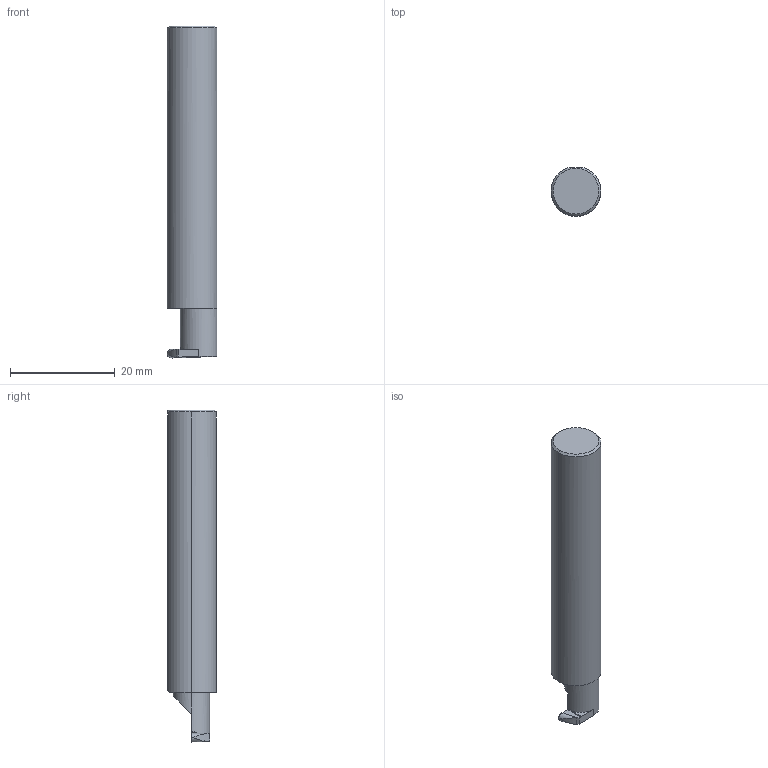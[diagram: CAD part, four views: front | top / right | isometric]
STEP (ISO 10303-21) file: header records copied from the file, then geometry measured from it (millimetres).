
FILE_DESCRIPTION (( 'STEP AP214' ), '1' );
FILE_NAME ('Micro_FR-069-6X.STEP', '2021-09-08T12:57:47', ( '' ), ( '' ), 'SwSTEP 2.0', 'SolidWorks 2020', '' );
FILE_SCHEMA (( 'AUTOMOTIVE_DESIGN' ));
Length unit declared in the file: inch
Products named in the file (1): Micro_FR-069-6X
Bounding box: 9.53 x 9.27 x 63.47 mm (x, y, z)
Volume: 4057.6 mm3; surface area: 1936.2 mm2
Topology: 1 solids, 1 shells, 23 faces, 56 edges, 35 vertices
Faces by surface type: plane 12, cylinder 9, cone 2
Entity records: 741 total; most frequent: CARTESIAN_POINT 187, ORIENTED_EDGE 112, DIRECTION 103, EDGE_CURVE 56, AXIS2_PLACEMENT_3D 37, VERTEX_POINT 35, LINE 29, VECTOR 29
